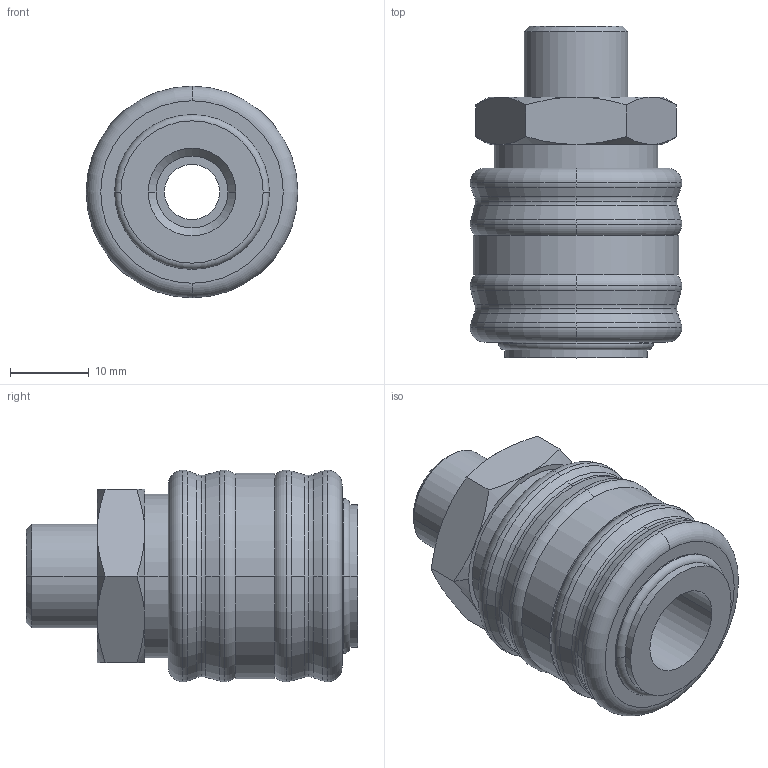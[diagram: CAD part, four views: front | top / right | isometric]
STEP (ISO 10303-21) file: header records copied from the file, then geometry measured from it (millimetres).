
FILE_DESCRIPTION(('STEP AP214'),'1');
FILE_NAME('eso_14_a.stp','2020-03-05T09:26:03',('TraceParts'),('TraceParts S.A.'),'Spatial InterOp 3D',' ',' ');
FILE_SCHEMA(('automotive_design'));
Length unit declared in the file: millimetre
Products named in the file (1): 1
Bounding box: 26.8 x 42 x 26.8 mm (x, y, z)
Volume: 14464.4 mm3; surface area: 5192.4 mm2
Topology: 1 solids, 1 shells, 85 faces, 195 edges, 119 vertices
Faces by surface type: torus 28, cone 28, plane 15, cylinder 14
Entity records: 3164 total; most frequent: CARTESIAN_POINT 496, DIRECTION 478, ORIENTED_EDGE 390, AXIS2_PLACEMENT_3D 221, EDGE_CURVE 195, CIRCLE 135, VERTEX_POINT 119, EDGE_LOOP 94
